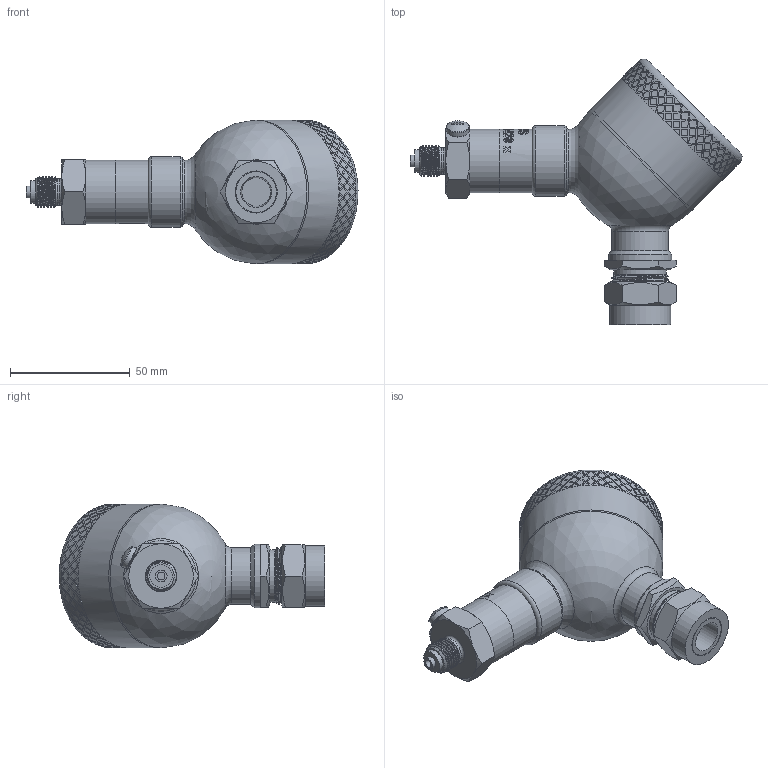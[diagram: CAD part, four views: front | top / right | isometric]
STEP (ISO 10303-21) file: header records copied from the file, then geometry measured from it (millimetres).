
FILE_DESCRIPTION(/* description */ (''),/* implementation_level */ '2;1');
FILE_NAME(/* name */ 'APZ3420x_G1''4EN_CableGlandM20x1,5Exd_display.step',/* time_stamp */ '2021-07-02T14:24:50+03:00',/* author */ (''),/* organization */ (''),/* preprocessor_version */ 'ST-DEVELOPER v18.1',/* originating_system */ 'Autodesk Translation Framework v10.9.0.1377',/* authorisation */ '');
FILE_SCHEMA (('AUTOMOTIVE_DESIGN { 1 0 10303 214 3 1 1 }'));
Length unit declared in the file: millimetre
Products named in the file (8): АПЗ 3420 х заполненный; G 1\4 EN; Field housing; Cover for display; Display; Main body; screw M6x1 v1; M20x1,5 steel cable gland Ex d v3
Assembly tree (7 placements, depth 3):
  АПЗ 3420 х заполненный
    G 1\4 EN
    Field housing
      Cover for display
      Display
      Main body
    screw M6x1 v1
    M20x1,5 steel cable gland Ex d v3
Bounding box: 138.88 x 111.09 x 60.1 mm (x, y, z)
Volume: 231053.5 mm3; surface area: 51218.5 mm2
Topology: 14 solids, 14 shells, 1624 faces, 4052 edges, 2662 vertices
Faces by surface type: bspline 964, cylinder 343, plane 268, cone 32, torus 15, sphere 2
Full cylindrical faces by diameter (mm): 3.3 x1, 4.744 x3, 5 x5, 5.035 x3, 5.884 x4, 6.147 x2, 9.5 x1, 9.6 x1, 11 x1, 11.445 x5, 12 x1, 13 x1, 17 x2, 17.6 x1, 18.137 x7, 19.85 x6, 21 x1, 22 x1, 22.132 x1, 22.4 x1, 23.6 x1, 24.5 x2, 25.6 x1, 26.5 x3, 29.5 x1, 41 x3, 46 x2, 52.5 x1, 53 x1, 54.5 x1
Entity records: 70934 total; most frequent: CARTESIAN_POINT 39925, ORIENTED_EDGE 8098, EDGE_CURVE 4049, DIRECTION 3043, B_SPLINE_CURVE_WITH_KNOTS 2738, VERTEX_POINT 2662, EDGE_LOOP 1865, FACE_OUTER_BOUND 1624
